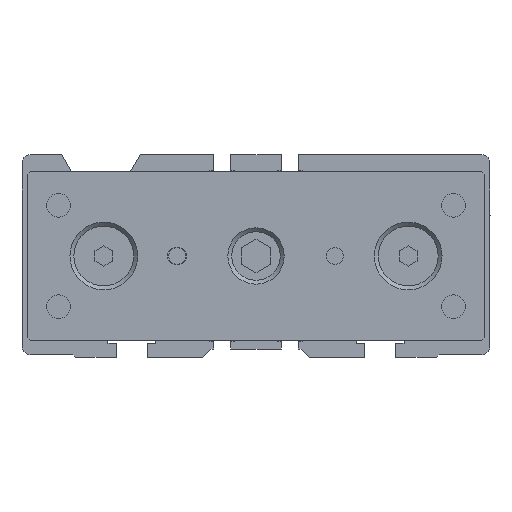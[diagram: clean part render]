
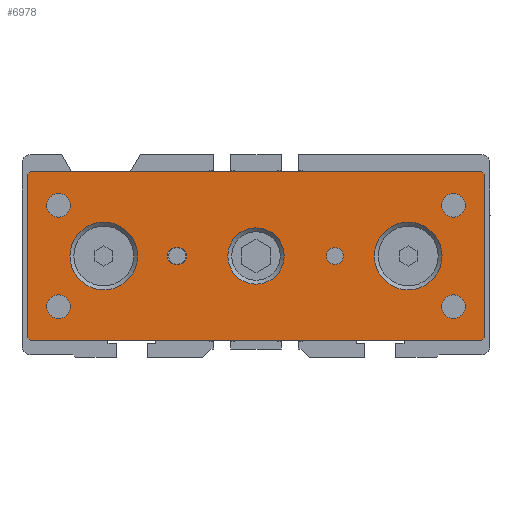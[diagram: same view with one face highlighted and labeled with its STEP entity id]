
A CAD part, left-side view. The second image highlights one B-rep face of the part: STEP entity #6978.
In plain terms, the highlighted planar face has unit normal (-1, 0, 0).
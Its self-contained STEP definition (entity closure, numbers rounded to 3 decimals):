
#6466=CARTESIAN_POINT('',(170.,-385.75,-1.5));
#6467=VERTEX_POINT('Vertex296',#6466);
#6474=CARTESIAN_POINT('',(170.,-386.25,-1.5));
#6475=VERTEX_POINT('Vertex297',#6474);
#6476=CARTESIAN_POINT('',(170.,-386.,-1.5));
#6477=DIRECTION('',(0.,1.,0.));
#6478=VECTOR('',#6477,1.);
#6479=LINE('nurbsCrv403',#6476,#6478);
#6480=EDGE_CURVE('Edge403',#6475,#6467,#6479,.T.);
#6558=CARTESIAN_POINT('',(170.,-415.5,0.));
#6559=VERTEX_POINT('Vertex301',#6558);
#6560=CARTESIAN_POINT('',(170.,-414.,0.));
#6561=DIRECTION('',(1.,0.,0.));
#6562=DIRECTION('',(0.,-1.,0.));
#6563=AXIS2_PLACEMENT_3D('',#6560,#6561,#6562);
#6564=CIRCLE('nurbsCrv410',#6563,1.5);
#6565=EDGE_CURVE('Edge410',#6559,#6559,#6564,.T.);
#6576=CARTESIAN_POINT('',(170.,-385.75,1.5));
#6577=VERTEX_POINT('Vertex302',#6576);
#6584=CARTESIAN_POINT('',(170.,-385.75,0.));
#6585=DIRECTION('',(1.,0.,0.));
#6586=DIRECTION('',(0.,0.,-1.));
#6587=AXIS2_PLACEMENT_3D('',#6584,#6585,#6586);
#6588=CIRCLE('nurbsCrv412',#6587,1.5);
#6589=EDGE_CURVE('Edge412',#6467,#6577,#6588,.T.);
#6602=CARTESIAN_POINT('',(170.,-386.25,1.5));
#6603=VERTEX_POINT('Vertex303',#6602);
#6604=CARTESIAN_POINT('',(170.,-386.25,0.));
#6605=DIRECTION('',(1.,0.,0.));
#6606=DIRECTION('',(0.,0.,1.));
#6607=AXIS2_PLACEMENT_3D('',#6604,#6605,#6606);
#6608=CIRCLE('nurbsCrv413',#6607,1.5);
#6609=EDGE_CURVE('Edge413',#6603,#6475,#6608,.T.);
#6627=CARTESIAN_POINT('',(170.,-386.,1.5));
#6628=DIRECTION('',(0.,-1.,0.));
#6629=VECTOR('',#6628,1.);
#6630=LINE('nurbsCrv415',#6627,#6629);
#6631=EDGE_CURVE('Edge415',#6577,#6603,#6630,.T.);
#6643=CARTESIAN_POINT('',(170.,-433.,0.));
#6644=VERTEX_POINT('Vertex304',#6643);
#6645=CARTESIAN_POINT('',(170.,-427.,0.));
#6646=DIRECTION('',(1.,0.,0.));
#6647=DIRECTION('',(0.,-1.,0.));
#6648=AXIS2_PLACEMENT_3D('',#6645,#6646,#6647);
#6649=CIRCLE('nurbsCrv416',#6648,6.);
#6650=EDGE_CURVE('Edge416',#6644,#6644,#6649,.T.);
#6663=CARTESIAN_POINT('',(170.,-405.,0.));
#6664=VERTEX_POINT('Vertex305',#6663);
#6665=CARTESIAN_POINT('',(170.,-400.,0.));
#6666=DIRECTION('',(1.,0.,0.));
#6667=DIRECTION('',(0.,-1.,0.));
#6668=AXIS2_PLACEMENT_3D('',#6665,#6666,#6667);
#6669=CIRCLE('nurbsCrv417',#6668,5.);
#6670=EDGE_CURVE('Edge417',#6664,#6664,#6669,.T.);
#6683=CARTESIAN_POINT('',(170.,-379.,0.));
#6684=VERTEX_POINT('Vertex306',#6683);
#6685=CARTESIAN_POINT('',(170.,-373.,0.));
#6686=DIRECTION('',(1.,0.,0.));
#6687=DIRECTION('',(0.,-1.,0.));
#6688=AXIS2_PLACEMENT_3D('',#6685,#6686,#6687);
#6689=CIRCLE('nurbsCrv418',#6688,6.);
#6690=EDGE_CURVE('Edge418',#6684,#6684,#6689,.T.);
#6707=CARTESIAN_POINT('',(170.,-437.1,-9.));
#6708=VERTEX_POINT('Vertex307',#6707);
#6709=CARTESIAN_POINT('',(170.,-435.,-9.));
#6710=DIRECTION('',(1.,0.,0.));
#6711=DIRECTION('',(0.,-1.,0.));
#6712=AXIS2_PLACEMENT_3D('',#6709,#6710,#6711);
#6713=CIRCLE('nurbsCrv419',#6712,2.1);
#6714=EDGE_CURVE('Edge419',#6708,#6708,#6713,.T.);
#6728=CARTESIAN_POINT('',(170.,-437.1,9.));
#6729=VERTEX_POINT('Vertex308',#6728);
#6730=CARTESIAN_POINT('',(170.,-435.,9.));
#6731=DIRECTION('',(1.,0.,0.));
#6732=DIRECTION('',(0.,-1.,0.));
#6733=AXIS2_PLACEMENT_3D('',#6730,#6731,#6732);
#6734=CIRCLE('nurbsCrv420',#6733,2.1);
#6735=EDGE_CURVE('Edge420',#6729,#6729,#6734,.T.);
#6749=CARTESIAN_POINT('',(170.,-367.1,-9.));
#6750=VERTEX_POINT('Vertex309',#6749);
#6751=CARTESIAN_POINT('',(170.,-365.,-9.));
#6752=DIRECTION('',(1.,0.,0.));
#6753=DIRECTION('',(0.,-1.,0.));
#6754=AXIS2_PLACEMENT_3D('',#6751,#6752,#6753);
#6755=CIRCLE('nurbsCrv421',#6754,2.1);
#6756=EDGE_CURVE('Edge421',#6750,#6750,#6755,.T.);
#6770=CARTESIAN_POINT('',(170.,-367.1,9.));
#6771=VERTEX_POINT('Vertex310',#6770);
#6772=CARTESIAN_POINT('',(170.,-365.,9.));
#6773=DIRECTION('',(1.,0.,0.));
#6774=DIRECTION('',(0.,-1.,0.));
#6775=AXIS2_PLACEMENT_3D('',#6772,#6773,#6774);
#6776=CIRCLE('nurbsCrv422',#6775,2.1);
#6777=EDGE_CURVE('Edge422',#6771,#6771,#6776,.T.);
#6788=CARTESIAN_POINT('',(170.,-359.5,14.5));
#6789=VERTEX_POINT('Vertex311',#6788);
#6796=CARTESIAN_POINT('',(170.,-360.,15.));
#6797=VERTEX_POINT('Vertex312',#6796);
#6798=CARTESIAN_POINT('',(170.,-359.75,14.75));
#6799=DIRECTION('',(0.,0.707,-0.707));
#6800=VECTOR('',#6799,1.);
#6801=LINE('nurbsCrv424',#6798,#6800);
#6802=EDGE_CURVE('Edge424',#6797,#6789,#6801,.T.);
#6819=CARTESIAN_POINT('',(170.,-359.5,-14.5));
#6820=VERTEX_POINT('Vertex313',#6819);
#6827=CARTESIAN_POINT('',(170.,-359.5,0.));
#6828=DIRECTION('',(0.,0.,1.));
#6829=VECTOR('',#6828,1.);
#6830=LINE('nurbsCrv427',#6827,#6829);
#6831=EDGE_CURVE('Edge427',#6820,#6789,#6830,.T.);
#6843=CARTESIAN_POINT('',(170.,-360.,-15.));
#6844=VERTEX_POINT('Vertex314',#6843);
#6851=CARTESIAN_POINT('',(170.,-359.75,-14.75));
#6852=DIRECTION('',(0.,0.707,0.707));
#6853=VECTOR('',#6852,1.);
#6854=LINE('nurbsCrv429',#6851,#6853);
#6855=EDGE_CURVE('Edge429',#6844,#6820,#6854,.T.);
#6867=CARTESIAN_POINT('',(170.,-440.,-15.));
#6868=VERTEX_POINT('Vertex315',#6867);
#6875=CARTESIAN_POINT('',(170.,-400.,-15.));
#6876=DIRECTION('',(0.,1.,0.));
#6877=VECTOR('',#6876,1.);
#6878=LINE('nurbsCrv431',#6875,#6877);
#6879=EDGE_CURVE('Edge431',#6868,#6844,#6878,.T.);
#6891=CARTESIAN_POINT('',(170.,-440.5,-14.5));
#6892=VERTEX_POINT('Vertex316',#6891);
#6899=CARTESIAN_POINT('',(170.,-440.25,-14.75));
#6900=DIRECTION('',(0.,-0.707,0.707));
#6901=VECTOR('',#6900,1.);
#6902=LINE('nurbsCrv433',#6899,#6901);
#6903=EDGE_CURVE('Edge433',#6868,#6892,#6902,.T.);
#6914=CARTESIAN_POINT('',(170.,-440.5,14.5));
#6915=VERTEX_POINT('Vertex318',#6914);
#6916=CARTESIAN_POINT('',(170.,-440.,15.));
#6917=VERTEX_POINT('Vertex317',#6916);
#6918=CARTESIAN_POINT('',(170.,-440.25,14.75));
#6919=DIRECTION('',(0.,0.707,0.707));
#6920=VECTOR('',#6919,1.);
#6921=LINE('nurbsCrv434',#6918,#6920);
#6922=EDGE_CURVE('Edge434',#6915,#6917,#6921,.T.);
#6923=ORIENTED_EDGE('Edgeuse849',*,*,#6922,.T.);
#6924=CARTESIAN_POINT('',(170.,-400.,15.));
#6925=DIRECTION('',(0.,1.,0.));
#6926=VECTOR('',#6925,1.);
#6927=LINE('nurbsCrv435',#6924,#6926);
#6928=EDGE_CURVE('Edge435',#6917,#6797,#6927,.T.);
#6929=ORIENTED_EDGE('Edgeuse850',*,*,#6928,.T.);
#6930=ORIENTED_EDGE('Edgeuse851',*,*,#6802,.T.);
#6931=ORIENTED_EDGE('Edgeuse852',*,*,#6831,.F.);
#6932=ORIENTED_EDGE('Edgeuse853',*,*,#6855,.F.);
#6933=ORIENTED_EDGE('Edgeuse854',*,*,#6879,.F.);
#6934=ORIENTED_EDGE('Edgeuse855',*,*,#6903,.T.);
#6935=CARTESIAN_POINT('',(170.,-440.5,0.));
#6936=DIRECTION('',(0.,0.,1.));
#6937=VECTOR('',#6936,1.);
#6938=LINE('nurbsCrv436',#6935,#6937);
#6939=EDGE_CURVE('Edge436',#6892,#6915,#6938,.T.);
#6940=ORIENTED_EDGE('Edgeuse856',*,*,#6939,.T.);
#6941=EDGE_LOOP('',(#6923,#6929,#6930,#6931,#6932,#6933,#6934,#6940));
#6942=FACE_OUTER_BOUND('',#6941,.T.);
#6943=ORIENTED_EDGE('Edgeuse857',*,*,#6650,.T.);
#6944=EDGE_LOOP('',(#6943));
#6945=FACE_BOUND('',#6944,.T.);
#6946=ORIENTED_EDGE('Edgeuse858',*,*,#6670,.T.);
#6947=EDGE_LOOP('',(#6946));
#6948=FACE_BOUND('',#6947,.T.);
#6949=ORIENTED_EDGE('Edgeuse859',*,*,#6690,.T.);
#6950=EDGE_LOOP('',(#6949));
#6951=FACE_BOUND('',#6950,.T.);
#6952=ORIENTED_EDGE('Edgeuse860',*,*,#6565,.T.);
#6953=EDGE_LOOP('',(#6952));
#6954=FACE_BOUND('',#6953,.T.);
#6955=ORIENTED_EDGE('Edgeuse861',*,*,#6589,.T.);
#6956=ORIENTED_EDGE('Edgeuse862',*,*,#6631,.T.);
#6957=ORIENTED_EDGE('Edgeuse863',*,*,#6609,.T.);
#6958=ORIENTED_EDGE('Edgeuse864',*,*,#6480,.T.);
#6959=EDGE_LOOP('',(#6955,#6956,#6957,#6958));
#6960=FACE_BOUND('',#6959,.T.);
#6961=ORIENTED_EDGE('Edgeuse845',*,*,#6777,.T.);
#6962=EDGE_LOOP('',(#6961));
#6963=FACE_BOUND('',#6962,.T.);
#6964=ORIENTED_EDGE('Edgeuse846',*,*,#6756,.T.);
#6965=EDGE_LOOP('',(#6964));
#6966=FACE_BOUND('',#6965,.T.);
#6967=ORIENTED_EDGE('Edgeuse847',*,*,#6735,.T.);
#6968=EDGE_LOOP('',(#6967));
#6969=FACE_BOUND('',#6968,.T.);
#6970=ORIENTED_EDGE('Edgeuse848',*,*,#6714,.T.);
#6971=EDGE_LOOP('',(#6970));
#6972=FACE_BOUND('',#6971,.T.);
#6973=CARTESIAN_POINT('',(170.,-400.,0.));
#6974=DIRECTION('',(-1.,0.,0.));
#6975=DIRECTION('',(0.,-1.,0.));
#6976=AXIS2_PLACEMENT_3D('',#6973,#6974,#6975);
#6977=PLANE('nurbsSrf200',#6976);
#6978=ADVANCED_FACE('Face200',(#6942,#6945,#6948,#6951,#6954,#6960,#6963,#6966,
#6969,#6972),#6977,.T.);
